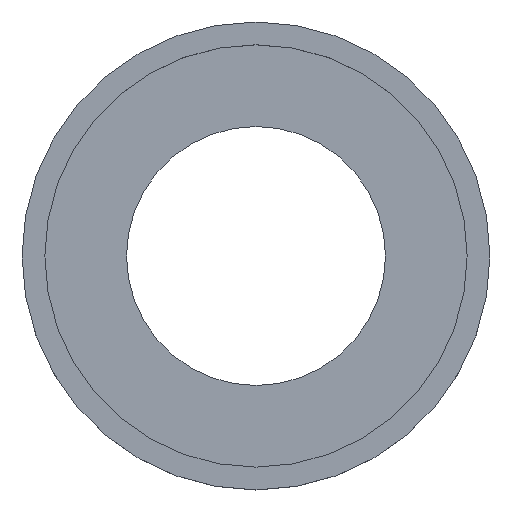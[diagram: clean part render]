
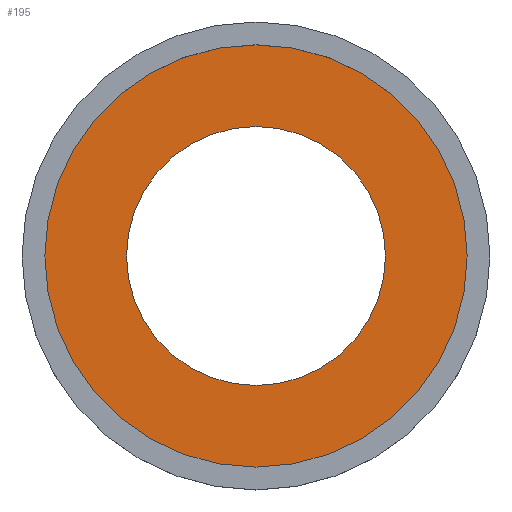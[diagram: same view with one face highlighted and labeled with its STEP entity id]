
A CAD part, top view. The second image highlights one B-rep face of the part: STEP entity #195.
In plain terms, the highlighted planar face has unit normal (0, 0, 1).
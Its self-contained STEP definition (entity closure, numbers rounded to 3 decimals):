
#129 = CYLINDRICAL_SURFACE('',#130,0.159);
#130 = AXIS2_PLACEMENT_3D('',#131,#132,#133);
#131 = CARTESIAN_POINT('',(0.,0.,-0.015));
#132 = DIRECTION('',(0.,0.,1.));
#133 = DIRECTION('',(1.,0.,-0.));
#146 = VERTEX_POINT('',#147);
#147 = CARTESIAN_POINT('',(0.159,0.,-0.005));
#168 = EDGE_CURVE('',#146,#146,#169,.T.);
#169 = SURFACE_CURVE('',#170,(#175,#182),.PCURVE_S1.);
#170 = CIRCLE('',#171,0.159);
#171 = AXIS2_PLACEMENT_3D('',#172,#173,#174);
#172 = CARTESIAN_POINT('',(0.,0.,-0.005));
#173 = DIRECTION('',(0.,0.,1.));
#174 = DIRECTION('',(1.,0.,-0.));
#175 = PCURVE('',#129,#176);
#176 = DEFINITIONAL_REPRESENTATION('',(#177),#181);
#177 = LINE('',#178,#179);
#178 = CARTESIAN_POINT('',(0.,0.01));
#179 = VECTOR('',#180,1.);
#180 = DIRECTION('',(1.,0.));
#181 = ( GEOMETRIC_REPRESENTATION_CONTEXT(2) 
PARAMETRIC_REPRESENTATION_CONTEXT() REPRESENTATION_CONTEXT('2D SPACE',''
  ) );
#182 = PCURVE('',#183,#188);
#183 = PLANE('',#184);
#184 = AXIS2_PLACEMENT_3D('',#185,#186,#187);
#185 = CARTESIAN_POINT('',(0.,0.,-0.005));
#186 = DIRECTION('',(0.,0.,1.));
#187 = DIRECTION('',(1.,0.,-0.));
#188 = DEFINITIONAL_REPRESENTATION('',(#189),#193);
#189 = CIRCLE('',#190,0.159);
#190 = AXIS2_PLACEMENT_2D('',#191,#192);
#191 = CARTESIAN_POINT('',(0.,0.));
#192 = DIRECTION('',(1.,-0.));
#193 = ( GEOMETRIC_REPRESENTATION_CONTEXT(2) 
PARAMETRIC_REPRESENTATION_CONTEXT() REPRESENTATION_CONTEXT('2D SPACE',''
  ) );
#195 = ADVANCED_FACE('',(#196,#199),#183,.T.);
#196 = FACE_BOUND('',#197,.F.);
#197 = EDGE_LOOP('',(#198));
#198 = ORIENTED_EDGE('',*,*,#168,.T.);
#199 = FACE_BOUND('',#200,.F.);
#200 = EDGE_LOOP('',(#201));
#201 = ORIENTED_EDGE('',*,*,#202,.F.);
#202 = EDGE_CURVE('',#203,#203,#205,.T.);
#203 = VERTEX_POINT('',#204);
#204 = CARTESIAN_POINT('',(0.259,0.,-0.005));
#205 = SURFACE_CURVE('',#206,(#211,#218),.PCURVE_S1.);
#206 = CIRCLE('',#207,0.259);
#207 = AXIS2_PLACEMENT_3D('',#208,#209,#210);
#208 = CARTESIAN_POINT('',(0.,0.,-0.005));
#209 = DIRECTION('',(0.,0.,1.));
#210 = DIRECTION('',(1.,0.,-0.));
#211 = PCURVE('',#183,#212);
#212 = DEFINITIONAL_REPRESENTATION('',(#213),#217);
#213 = CIRCLE('',#214,0.259);
#214 = AXIS2_PLACEMENT_2D('',#215,#216);
#215 = CARTESIAN_POINT('',(0.,0.));
#216 = DIRECTION('',(1.,-0.));
#217 = ( GEOMETRIC_REPRESENTATION_CONTEXT(2) 
PARAMETRIC_REPRESENTATION_CONTEXT() REPRESENTATION_CONTEXT('2D SPACE',''
  ) );
#218 = PCURVE('',#219,#224);
#219 = CYLINDRICAL_SURFACE('',#220,0.259);
#220 = AXIS2_PLACEMENT_3D('',#221,#222,#223);
#221 = CARTESIAN_POINT('',(0.,0.,-0.005));
#222 = DIRECTION('',(0.,0.,1.));
#223 = DIRECTION('',(1.,0.,-0.));
#224 = DEFINITIONAL_REPRESENTATION('',(#225),#229);
#225 = LINE('',#226,#227);
#226 = CARTESIAN_POINT('',(0.,0.));
#227 = VECTOR('',#228,1.);
#228 = DIRECTION('',(1.,0.));
#229 = ( GEOMETRIC_REPRESENTATION_CONTEXT(2) 
PARAMETRIC_REPRESENTATION_CONTEXT() REPRESENTATION_CONTEXT('2D SPACE',''
  ) );
